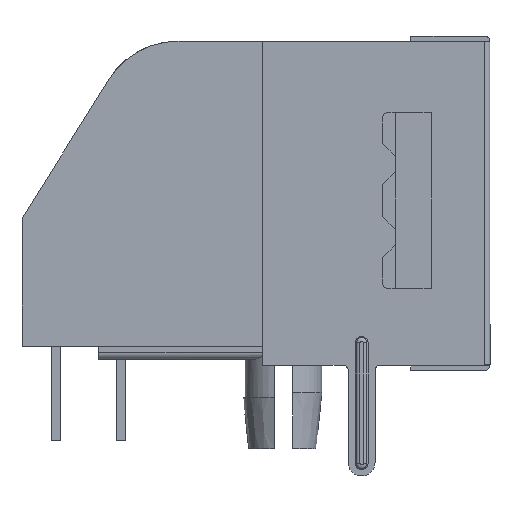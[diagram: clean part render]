
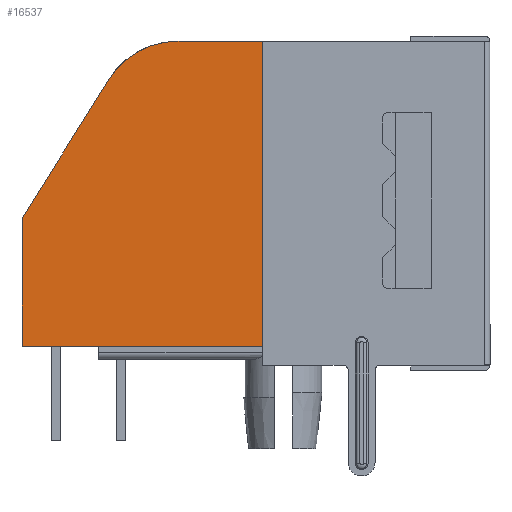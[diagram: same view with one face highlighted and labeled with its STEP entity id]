
A CAD part, left-side view. The second image highlights one B-rep face of the part: STEP entity #16537.
In plain terms, the highlighted face is planar.
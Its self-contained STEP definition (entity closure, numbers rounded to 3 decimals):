
#370=CIRCLE('',#17225,3.191);
#3756=ORIENTED_EDGE('',*,*,#5690,.F.);
#3757=ORIENTED_EDGE('',*,*,#4369,.F.);
#3758=ORIENTED_EDGE('',*,*,#4458,.F.);
#3759=ORIENTED_EDGE('',*,*,#5558,.F.);
#3760=ORIENTED_EDGE('',*,*,#5563,.F.);
#3761=ORIENTED_EDGE('',*,*,#5622,.F.);
#4369=EDGE_CURVE('',#6053,#5785,#7224,.T.);
#4458=EDGE_CURVE('',#6110,#6053,#7307,.T.);
#5558=EDGE_CURVE('',#6861,#6110,#370,.T.);
#5563=EDGE_CURVE('',#6864,#6861,#8274,.T.);
#5622=EDGE_CURVE('',#6897,#6864,#8316,.T.);
#5690=EDGE_CURVE('',#5785,#6897,#8377,.T.);
#5785=VERTEX_POINT('',#20602);
#6053=VERTEX_POINT('',#21356);
#6110=VERTEX_POINT('',#21532);
#6861=VERTEX_POINT('',#23930);
#6864=VERTEX_POINT('',#23940);
#6897=VERTEX_POINT('',#24087);
#7224=LINE('',#21355,#8761);
#7307=LINE('',#21533,#8844);
#8274=LINE('',#23941,#9811);
#8316=LINE('',#24088,#9853);
#8377=LINE('',#24203,#9914);
#8761=VECTOR('',#18100,1000.);
#8844=VECTOR('',#18257,1000.);
#9811=VECTOR('',#20052,1000.);
#9853=VECTOR('',#20170,1000.);
#9914=VECTOR('',#20321,1000.);
#10572=EDGE_LOOP('',(#3756,#3757,#3758,#3759,#3760,#3761));
#11187=FACE_BOUND('',#10572,.T.);
#11685=PLANE('',#17358);
#16537=ADVANCED_FACE('',(#11187),#11685,.F.);
#17225=AXIS2_PLACEMENT_3D('',#23931,#20042,#20043);
#17358=AXIS2_PLACEMENT_3D('',#24296,#20459,#20460);
#18100=DIRECTION('',(0.,0.,-1.));
#18257=DIRECTION('',(-1.,0.,0.));
#20042=DIRECTION('',(0.,-1.,0.));
#20043=DIRECTION('',(1.,0.,0.));
#20052=DIRECTION('',(-0.53,0.,0.848));
#20170=DIRECTION('',(0.,0.,1.));
#20321=DIRECTION('',(1.,0.,0.));
#20459=DIRECTION('',(0.,-1.,0.));
#20460=DIRECTION('',(0.,0.,-1.));
#20602=CARTESIAN_POINT('',(2.7,6.655,-5.58));
#21355=CARTESIAN_POINT('',(2.7,6.655,6.35));
#21356=CARTESIAN_POINT('',(2.7,6.655,6.35));
#21532=CARTESIAN_POINT('',(6.,6.655,6.35));
#21533=CARTESIAN_POINT('',(6.,6.655,6.35));
#23930=CARTESIAN_POINT('',(8.706,6.655,4.85));
#23931=CARTESIAN_POINT('',(6.,6.655,3.159));
#23940=CARTESIAN_POINT('',(12.1,6.655,-0.58));
#23941=CARTESIAN_POINT('',(12.1,6.655,-0.58));
#24087=CARTESIAN_POINT('',(12.1,6.655,-5.58));
#24088=CARTESIAN_POINT('',(12.1,6.655,-5.58));
#24203=CARTESIAN_POINT('',(-0.4,6.655,-5.58));
#24296=CARTESIAN_POINT('',(6.,6.655,3.159));
